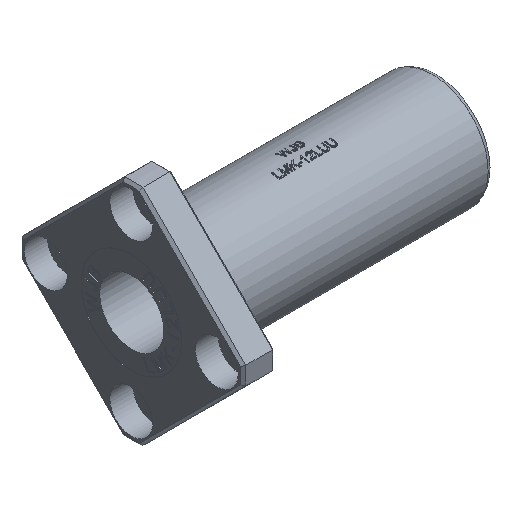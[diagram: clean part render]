
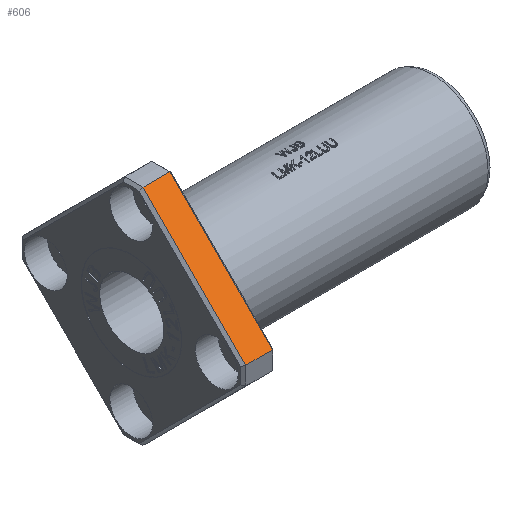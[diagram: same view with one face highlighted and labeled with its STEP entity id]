
A CAD part, isometric view. The second image highlights one B-rep face of the part: STEP entity #606.
In plain terms, the highlighted planar face has unit normal (0, -0.707, 0.707).
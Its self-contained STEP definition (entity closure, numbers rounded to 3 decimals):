
#196=FACE_OUTER_BOUND('',#1428,.T.);
#606=ADVANCED_FACE('',(#196),#964,.T.);
#964=PLANE('',#6924);
#1428=EDGE_LOOP('',(#2655,#2656,#2657,#2658));
#1902=B_SPLINE_CURVE_WITH_KNOTS('',3,(#10244,#10245,#10246,#10247),.UNSPECIFIED.,
 .F.,.F.,(4,4),(0.,1.),.UNSPECIFIED.);
#1927=B_SPLINE_CURVE_WITH_KNOTS('',3,(#10422,#10423,#10424,#10425),.UNSPECIFIED.,
 .F.,.F.,(4,4),(0.,1.),.UNSPECIFIED.);
#1928=B_SPLINE_CURVE_WITH_KNOTS('',3,(#10428,#10429,#10430,#10431),.UNSPECIFIED.,
 .F.,.F.,(4,4),(0.,1.),.UNSPECIFIED.);
#1929=B_SPLINE_CURVE_WITH_KNOTS('',3,(#10432,#10433,#10434,#10435),.UNSPECIFIED.,
 .F.,.F.,(4,4),(0.,1.),.UNSPECIFIED.);
#2655=ORIENTED_EDGE('',*,*,#5191,.F.);
#2656=ORIENTED_EDGE('',*,*,#5192,.T.);
#2657=ORIENTED_EDGE('',*,*,#5166,.T.);
#2658=ORIENTED_EDGE('',*,*,#5193,.F.);
#4510=VERTEX_POINT('',#10243);
#4511=VERTEX_POINT('',#10248);
#4528=VERTEX_POINT('',#10426);
#4529=VERTEX_POINT('',#10427);
#5166=EDGE_CURVE('',#4511,#4510,#1902,.T.);
#5191=EDGE_CURVE('',#4528,#4529,#1927,.T.);
#5192=EDGE_CURVE('',#4528,#4511,#1928,.T.);
#5193=EDGE_CURVE('',#4529,#4510,#1929,.T.);
#6924=AXIS2_PLACEMENT_3D('',#10436,#7504,#7505);
#7504=DIRECTION('',(0.,-0.707,0.707));
#7505=DIRECTION('',(1.,0.,0.));
#10243=CARTESIAN_POINT('',(0.5,-20.931,1.696));
#10244=CARTESIAN_POINT('',(0.5,-1.696,20.931));
#10245=CARTESIAN_POINT('',(0.5,-8.108,14.52));
#10246=CARTESIAN_POINT('',(0.5,-14.52,8.108));
#10247=CARTESIAN_POINT('',(0.5,-20.931,1.696));
#10248=CARTESIAN_POINT('',(0.5,-1.696,20.931));
#10422=CARTESIAN_POINT('',(5.5,-1.696,20.931));
#10423=CARTESIAN_POINT('',(5.5,-8.108,14.52));
#10424=CARTESIAN_POINT('',(5.5,-14.52,8.108));
#10425=CARTESIAN_POINT('',(5.5,-20.931,1.696));
#10426=CARTESIAN_POINT('',(5.5,-1.696,20.931));
#10427=CARTESIAN_POINT('',(5.5,-20.931,1.696));
#10428=CARTESIAN_POINT('',(5.5,-1.696,20.931));
#10429=CARTESIAN_POINT('',(3.833,-1.696,20.931));
#10430=CARTESIAN_POINT('',(2.167,-1.696,20.931));
#10431=CARTESIAN_POINT('',(0.5,-1.696,20.931));
#10432=CARTESIAN_POINT('',(5.5,-20.931,1.696));
#10433=CARTESIAN_POINT('',(3.833,-20.931,1.696));
#10434=CARTESIAN_POINT('',(2.167,-20.931,1.696));
#10435=CARTESIAN_POINT('',(0.5,-20.931,1.696));
#10436=CARTESIAN_POINT('',(0.5,-20.931,1.696));
